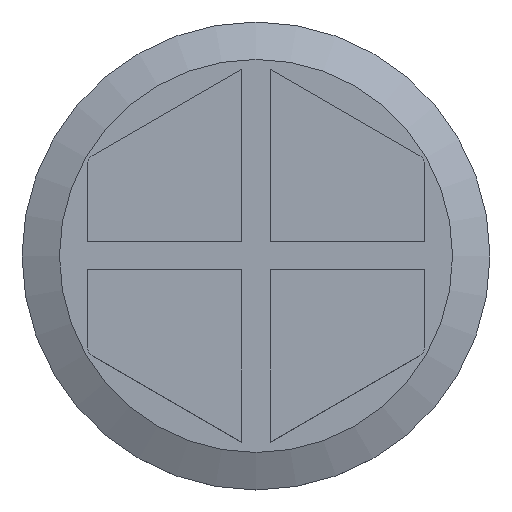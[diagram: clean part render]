
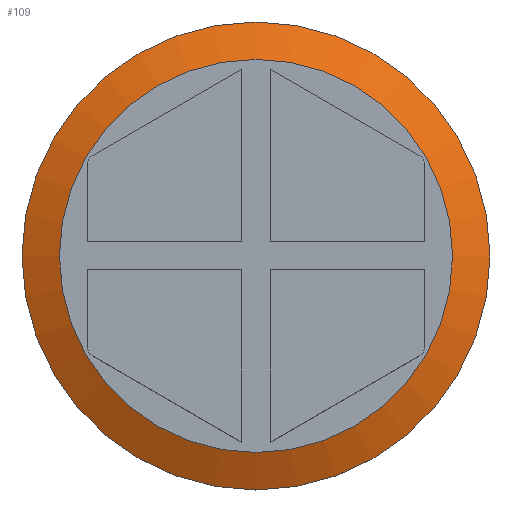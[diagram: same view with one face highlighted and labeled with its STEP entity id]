
A CAD part, top view. The second image highlights one B-rep face of the part: STEP entity #109.
In plain terms, the highlighted conical face has half-angle 65 degrees and reference radius 25 mm.
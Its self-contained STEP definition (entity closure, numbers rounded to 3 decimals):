
#109 = ADVANCED_FACE( '', ( #226, #227 ), #228, .T. );
#226 = FACE_BOUND( '', #343, .T. );
#227 = FACE_OUTER_BOUND( '', #344, .T. );
#228 = CONICAL_SURFACE( '', #345, 25., 1.134 );
#343 = EDGE_LOOP( '', ( #585 ) );
#344 = EDGE_LOOP( '', ( #586 ) );
#345 = AXIS2_PLACEMENT_3D( '', #587, #588, #589 );
#585 = ORIENTED_EDGE( '', *, *, #675, .F. );
#586 = ORIENTED_EDGE( '', *, *, #695, .T. );
#587 = CARTESIAN_POINT( '', ( 0., 0., 12.135 ) );
#588 = DIRECTION( '', ( 0., 0., -1. ) );
#589 = DIRECTION( '', ( -1., 0., 0. ) );
#675 = EDGE_CURVE( '', #802, #802, #803, .T. );
#695 = EDGE_CURVE( '', #836, #836, #837, .T. );
#802 = VERTEX_POINT( '', #976 );
#803 = CIRCLE( '', #977, 21. );
#836 = VERTEX_POINT( '', #1024 );
#837 = CIRCLE( '', #1025, 25. );
#976 = CARTESIAN_POINT( '', ( 21., 0., 14. ) );
#977 = AXIS2_PLACEMENT_3D( '', #1126, #1127, #1128 );
#1024 = CARTESIAN_POINT( '', ( 25., 0., 12.135 ) );
#1025 = AXIS2_PLACEMENT_3D( '', #1152, #1153, #1154 );
#1126 = CARTESIAN_POINT( '', ( 0., 0., 14. ) );
#1127 = DIRECTION( '', ( 0., 0., 1. ) );
#1128 = DIRECTION( '', ( 1., 0., 0. ) );
#1152 = CARTESIAN_POINT( '', ( 0., 0., 12.135 ) );
#1153 = DIRECTION( '', ( 0., 0., 1. ) );
#1154 = DIRECTION( '', ( 1., 0., 0. ) );
